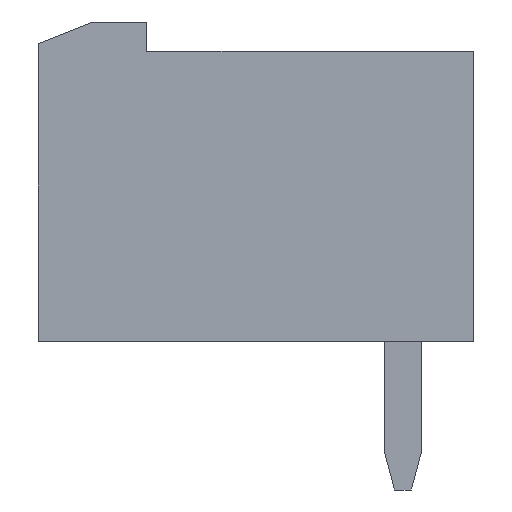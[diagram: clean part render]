
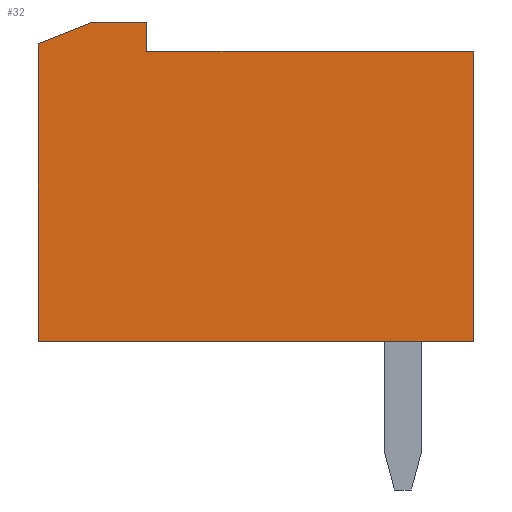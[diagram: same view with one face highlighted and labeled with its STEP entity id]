
A CAD part, left-side view. The second image highlights one B-rep face of the part: STEP entity #32.
In plain terms, the highlighted planar face has unit normal (-1, 0, 0).
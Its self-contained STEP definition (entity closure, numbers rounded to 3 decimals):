
#32 = ADVANCED_FACE ( 'NONE', ( #5384 ), #3973, .T. ) ;
#145 = DIRECTION ( 'NONE',  ( -1., 0., 0. ) ) ;
#149 = CARTESIAN_POINT ( 'NONE',  ( -0.5, 9.01, 0.8 ) ) ;
#642 = CARTESIAN_POINT ( 'NONE',  ( -0.5, 12., 0.2 ) ) ;
#660 = VERTEX_POINT ( 'NONE', #2459 ) ;
#690 = CARTESIAN_POINT ( 'NONE',  ( -0.5, 10.5, 0.8 ) ) ;
#774 = CARTESIAN_POINT ( 'NONE',  ( -0.5, 9.01, 0. ) ) ;
#812 = VECTOR ( 'NONE', #2442, 1000. ) ;
#889 = EDGE_CURVE ( 'NONE', #2579, #660, #5365, .T. ) ;
#972 = EDGE_CURVE ( 'NONE', #660, #1193, #3297, .T. ) ;
#1043 = CARTESIAN_POINT ( 'NONE',  ( -0.5, 12., -8. ) ) ;
#1087 = ORIENTED_EDGE ( 'NONE', *, *, #1112, .T. ) ;
#1112 = EDGE_CURVE ( 'NONE', #1193, #3860, #3576, .T. ) ;
#1193 = VERTEX_POINT ( 'NONE', #774 ) ;
#1337 = DIRECTION ( 'NONE',  ( 0., 0., 1. ) ) ;
#1465 = ORIENTED_EDGE ( 'NONE', *, *, #972, .T. ) ;
#1506 = ORIENTED_EDGE ( 'NONE', *, *, #2428, .T. ) ;
#1637 = VECTOR ( 'NONE', #4368, 1000. ) ;
#1864 = CARTESIAN_POINT ( 'NONE',  ( -0.5, 12., -8. ) ) ;
#2041 = CARTESIAN_POINT ( 'NONE',  ( -0.5, 9.01, 0.8 ) ) ;
#2289 = VECTOR ( 'NONE', #1337, 1000. ) ;
#2428 = EDGE_CURVE ( 'NONE', #3860, #3366, #6172, .T. ) ;
#2442 = DIRECTION ( 'NONE',  ( 0., -1., 0. ) ) ;
#2459 = CARTESIAN_POINT ( 'NONE',  ( -0.5, 0., 0. ) ) ;
#2461 = ORIENTED_EDGE ( 'NONE', *, *, #3415, .T. ) ;
#2579 = VERTEX_POINT ( 'NONE', #4494 ) ;
#2588 = VERTEX_POINT ( 'NONE', #642 ) ;
#2854 = CARTESIAN_POINT ( 'NONE',  ( -0.5, 0., 0. ) ) ;
#2873 = ORIENTED_EDGE ( 'NONE', *, *, #5117, .T. ) ;
#2993 = VECTOR ( 'NONE', #4513, 1000. ) ;
#3297 = LINE ( 'NONE', #2854, #6114 ) ;
#3345 = EDGE_LOOP ( 'NONE', ( #2873, #2461, #6141, #1465, #1087, #1506, #3840 ) ) ;
#3366 = VERTEX_POINT ( 'NONE', #690 ) ;
#3415 = EDGE_CURVE ( 'NONE', #7025, #2579, #5415, .T. ) ;
#3576 = LINE ( 'NONE', #6695, #5112 ) ;
#3776 = AXIS2_PLACEMENT_3D ( 'NONE', #3991, #145, #3891 ) ;
#3840 = ORIENTED_EDGE ( 'NONE', *, *, #3962, .T. ) ;
#3860 = VERTEX_POINT ( 'NONE', #2041 ) ;
#3891 = DIRECTION ( 'NONE',  ( 0., 0., 1. ) ) ;
#3962 = EDGE_CURVE ( 'NONE', #3366, #2588, #4547, .T. ) ;
#3973 = PLANE ( 'NONE',  #3776 ) ;
#3991 = CARTESIAN_POINT ( 'NONE',  ( -0.5, 0., 0. ) ) ;
#4368 = DIRECTION ( 'NONE',  ( 0., 1., 0. ) ) ;
#4469 = DIRECTION ( 'NONE',  ( 0., 1., 0. ) ) ;
#4494 = CARTESIAN_POINT ( 'NONE',  ( -0.5, 0., -8. ) ) ;
#4513 = DIRECTION ( 'NONE',  ( 0., 0.928, -0.371 ) ) ;
#4547 = LINE ( 'NONE', #5587, #2993 ) ;
#4620 = DIRECTION ( 'NONE',  ( 0., 0., 1. ) ) ;
#4832 = CARTESIAN_POINT ( 'NONE',  ( -0.5, 0., -8. ) ) ;
#5112 = VECTOR ( 'NONE', #4620, 1000. ) ;
#5117 = EDGE_CURVE ( 'NONE', #2588, #7025, #6791, .T. ) ;
#5365 = LINE ( 'NONE', #4832, #2289 ) ;
#5384 = FACE_OUTER_BOUND ( 'NONE', #3345, .T. ) ;
#5391 = VECTOR ( 'NONE', #6921, 1000. ) ;
#5415 = LINE ( 'NONE', #1864, #812 ) ;
#5587 = CARTESIAN_POINT ( 'NONE',  ( -0.5, 10.5, 0.8 ) ) ;
#6114 = VECTOR ( 'NONE', #4469, 1000. ) ;
#6141 = ORIENTED_EDGE ( 'NONE', *, *, #889, .T. ) ;
#6172 = LINE ( 'NONE', #149, #1637 ) ;
#6695 = CARTESIAN_POINT ( 'NONE',  ( -0.5, 9.01, 0. ) ) ;
#6791 = LINE ( 'NONE', #6897, #5391 ) ;
#6897 = CARTESIAN_POINT ( 'NONE',  ( -0.5, 12., -6.5 ) ) ;
#6921 = DIRECTION ( 'NONE',  ( 0., 0., -1. ) ) ;
#7025 = VERTEX_POINT ( 'NONE', #1043 ) ;
